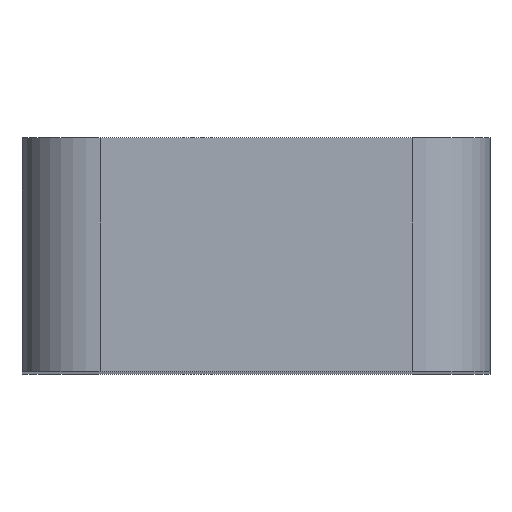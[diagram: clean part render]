
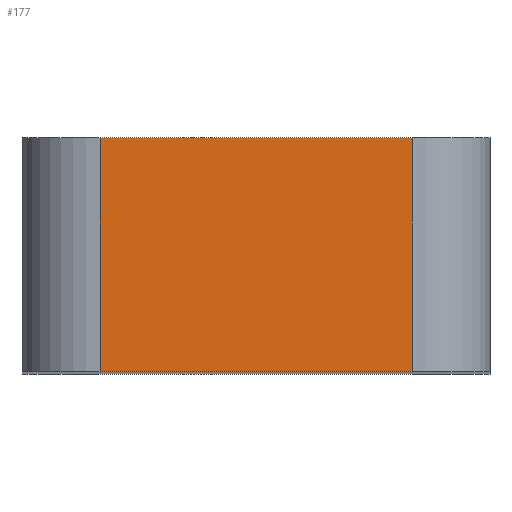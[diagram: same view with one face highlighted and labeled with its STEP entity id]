
A CAD part, top view. The second image highlights one B-rep face of the part: STEP entity #177.
In plain terms, the highlighted planar face has unit normal (0, 0, 1).
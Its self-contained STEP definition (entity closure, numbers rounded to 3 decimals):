
#31=FACE_OUTER_BOUND('',#41,.T.);
#41=EDGE_LOOP('',(#135,#136,#137,#138));
#55=LINE('',#296,#71);
#56=LINE('',#299,#72);
#57=LINE('',#301,#73);
#58=LINE('',#302,#74);
#71=VECTOR('',#241,10.);
#72=VECTOR('',#244,10.);
#73=VECTOR('',#245,10.);
#74=VECTOR('',#246,10.);
#87=VERTEX_POINT('',#292);
#88=VERTEX_POINT('',#294);
#89=VERTEX_POINT('',#298);
#90=VERTEX_POINT('',#300);
#107=EDGE_CURVE('',#87,#88,#55,.T.);
#108=EDGE_CURVE('',#87,#89,#56,.T.);
#109=EDGE_CURVE('',#90,#88,#57,.T.);
#110=EDGE_CURVE('',#89,#90,#58,.T.);
#135=ORIENTED_EDGE('',*,*,#108,.F.);
#136=ORIENTED_EDGE('',*,*,#107,.T.);
#137=ORIENTED_EDGE('',*,*,#109,.F.);
#138=ORIENTED_EDGE('',*,*,#110,.F.);
#169=PLANE('',#205);
#177=ADVANCED_FACE('',(#31),#169,.T.);
#205=AXIS2_PLACEMENT_3D('',#297,#242,#243);
#241=DIRECTION('',(0.,1.,0.));
#242=DIRECTION('center_axis',(0.,0.,1.));
#243=DIRECTION('ref_axis',(1.,0.,0.));
#244=DIRECTION('',(-1.,0.,0.));
#245=DIRECTION('',(1.,0.,0.));
#246=DIRECTION('',(0.,1.,0.));
#292=CARTESIAN_POINT('',(2.,0.,10.));
#294=CARTESIAN_POINT('',(2.,3.,10.));
#296=CARTESIAN_POINT('',(2.,0.,10.));
#297=CARTESIAN_POINT('Origin',(-2.,0.,10.));
#298=CARTESIAN_POINT('',(-2.,0.,10.));
#299=CARTESIAN_POINT('',(2.,0.,10.));
#300=CARTESIAN_POINT('',(-2.,3.,10.));
#301=CARTESIAN_POINT('',(2.,3.,10.));
#302=CARTESIAN_POINT('',(-2.,0.,10.));
